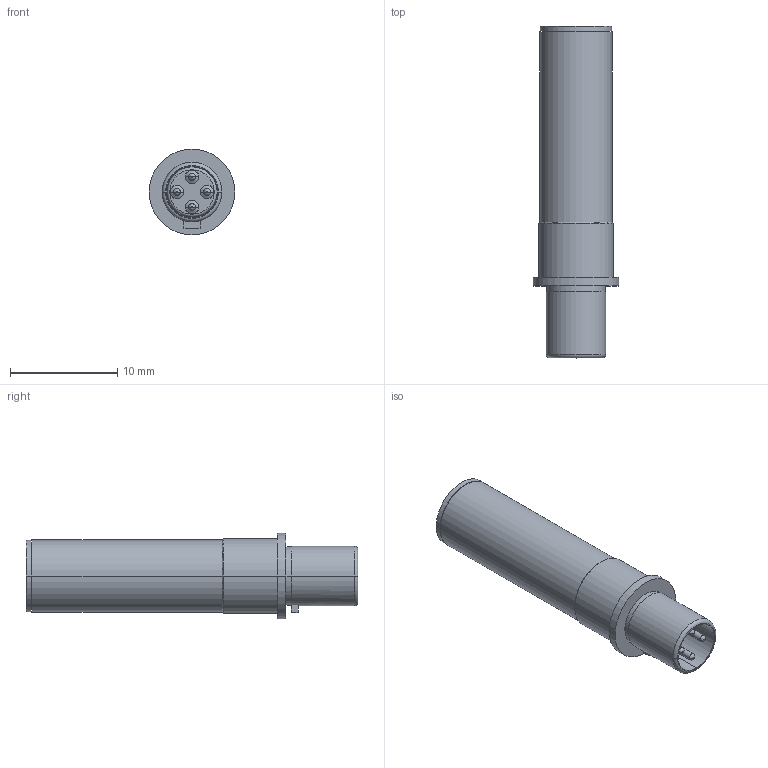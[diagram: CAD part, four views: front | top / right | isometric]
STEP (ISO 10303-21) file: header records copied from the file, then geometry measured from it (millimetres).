
FILE_DESCRIPTION((''),'2;1');
FILE_NAME('00171470502','2020-01-20T',('presta_be4'),(''),'CREO PARAMETRIC BY PTC INC, 2018360','CREO PARAMETRIC BY PTC INC, 2018360','');
FILE_SCHEMA(('CONFIG_CONTROL_DESIGN'));
Length unit declared in the file: millimetre
Products named in the file (1): 00171470502
Bounding box: 7.98 x 30.9 x 7.98 mm (x, y, z)
Volume: 635.9 mm3; surface area: 2278 mm2
Topology: 2 solids, 2 shells, 232 faces, 566 edges, 348 vertices
Faces by surface type: cylinder 111, plane 69, cone 32, torus 12, bspline 8
Entity records: 7595 total; most frequent: CARTESIAN_POINT 2008, DIRECTION 1225, ORIENTED_EDGE 1116, EDGE_CURVE 558, AXIS2_PLACEMENT_3D 487, VERTEX_POINT 348, EDGE_LOOP 270, CIRCLE 263
